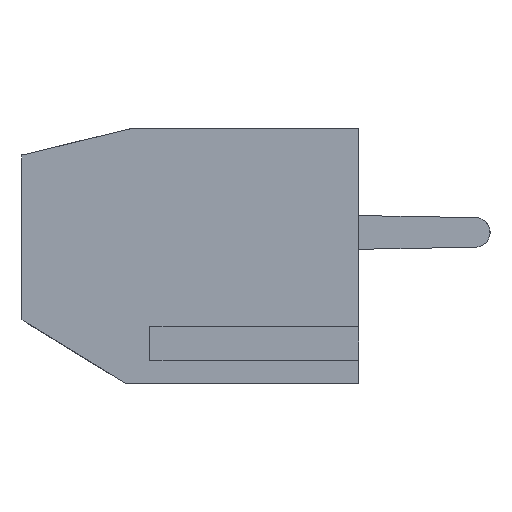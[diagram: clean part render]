
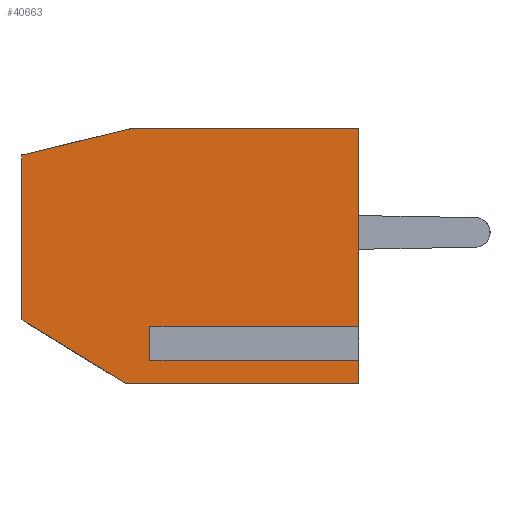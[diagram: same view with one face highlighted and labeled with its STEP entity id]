
A CAD part, left-side view. The second image highlights one B-rep face of the part: STEP entity #40663.
In plain terms, the highlighted planar face has unit normal (-1, 0, 0).
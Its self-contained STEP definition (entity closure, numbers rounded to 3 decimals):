
#2081 = ORIENTED_EDGE ( 'NONE', *, *, #4054, .T. ) ;
#2799 = CARTESIAN_POINT ( 'NONE',  ( 0., 6.2, 1.482 ) ) ;
#3290 = VERTEX_POINT ( 'NONE', #22085 ) ;
#4054 = EDGE_CURVE ( 'NONE', #8371, #6729, #8605, .T. ) ;
#4299 = LINE ( 'NONE', #37690, #10178 ) ;
#4431 = CARTESIAN_POINT ( 'NONE',  ( 0., 10., 0. ) ) ;
#4920 = VERTEX_POINT ( 'NONE', #5286 ) ;
#5118 = LINE ( 'NONE', #18951, #21507 ) ;
#5286 = CARTESIAN_POINT ( 'NONE',  ( 0., 10., 6.8 ) ) ;
#6036 = VECTOR ( 'NONE', #42405, 1000. ) ;
#6729 = VERTEX_POINT ( 'NONE', #8886 ) ;
#6920 = CARTESIAN_POINT ( 'NONE',  ( 0., 6.2, 0.918 ) ) ;
#7527 = VECTOR ( 'NONE', #21967, 1000. ) ;
#7889 = CARTESIAN_POINT ( 'NONE',  ( 0., 10., 1.9 ) ) ;
#7985 = ORIENTED_EDGE ( 'NONE', *, *, #27984, .T. ) ;
#8371 = VERTEX_POINT ( 'NONE', #30874 ) ;
#8605 = LINE ( 'NONE', #21778, #7527 ) ;
#8840 = ORIENTED_EDGE ( 'NONE', *, *, #28526, .F. ) ;
#8886 = CARTESIAN_POINT ( 'NONE',  ( 0., 0., 7.6 ) ) ;
#9307 = FACE_OUTER_BOUND ( 'NONE', #30290, .T. ) ;
#9534 = PLANE ( 'NONE',  #35522 ) ;
#10178 = VECTOR ( 'NONE', #18354, 1000. ) ;
#10250 = VECTOR ( 'NONE', #15024, 1000. ) ;
#10876 = CARTESIAN_POINT ( 'NONE',  ( 0., 6.2, 0.918 ) ) ;
#10892 = LINE ( 'NONE', #24262, #28943 ) ;
#10908 = VECTOR ( 'NONE', #38231, 1000. ) ;
#11731 = CARTESIAN_POINT ( 'NONE',  ( 0., 10., 7.6 ) ) ;
#11764 = EDGE_CURVE ( 'NONE', #24303, #25870, #33704, .T. ) ;
#14132 = EDGE_CURVE ( 'NONE', #35560, #3290, #10892, .T. ) ;
#14513 = VECTOR ( 'NONE', #37450, 1000. ) ;
#15024 = DIRECTION ( 'NONE',  ( 0., 0., 1. ) ) ;
#16045 = VECTOR ( 'NONE', #43445, 1000. ) ;
#18354 = DIRECTION ( 'NONE',  ( 0., -1., 0. ) ) ;
#18510 = LINE ( 'NONE', #38266, #27108 ) ;
#18730 = DIRECTION ( 'NONE',  ( 0., -1., 0. ) ) ;
#18951 = CARTESIAN_POINT ( 'NONE',  ( 0., 10., 7.6 ) ) ;
#20613 = ORIENTED_EDGE ( 'NONE', *, *, #37627, .T. ) ;
#21507 = VECTOR ( 'NONE', #18730, 1000. ) ;
#21652 = LINE ( 'NONE', #11731, #10250 ) ;
#21778 = CARTESIAN_POINT ( 'NONE',  ( 0., 0., 7.6 ) ) ;
#21967 = DIRECTION ( 'NONE',  ( 0., 0., 1. ) ) ;
#22085 = CARTESIAN_POINT ( 'NONE',  ( 0., 0., 0.918 ) ) ;
#22689 = CARTESIAN_POINT ( 'NONE',  ( 0., 10., 7.6 ) ) ;
#22896 = DIRECTION ( 'NONE',  ( 1., 0., 0. ) ) ;
#23605 = ORIENTED_EDGE ( 'NONE', *, *, #40543, .F. ) ;
#24262 = CARTESIAN_POINT ( 'NONE',  ( 0., 0., 7.6 ) ) ;
#24286 = ORIENTED_EDGE ( 'NONE', *, *, #39420, .F. ) ;
#24303 = VERTEX_POINT ( 'NONE', #6920 ) ;
#24681 = CARTESIAN_POINT ( 'NONE',  ( 0., 6.7, 7.6 ) ) ;
#24815 = LINE ( 'NONE', #4431, #10908 ) ;
#25134 = CARTESIAN_POINT ( 'NONE',  ( 0., 0., 0. ) ) ;
#25701 = ORIENTED_EDGE ( 'NONE', *, *, #40769, .F. ) ;
#25870 = VERTEX_POINT ( 'NONE', #41618 ) ;
#26660 = VERTEX_POINT ( 'NONE', #7889 ) ;
#27108 = VECTOR ( 'NONE', #41752, 1000. ) ;
#27756 = CARTESIAN_POINT ( 'NONE',  ( 0., 6.9, 0. ) ) ;
#27984 = EDGE_CURVE ( 'NONE', #35048, #35560, #24815, .T. ) ;
#28526 = EDGE_CURVE ( 'NONE', #26660, #4920, #21652, .T. ) ;
#28943 = VECTOR ( 'NONE', #40290, 1000. ) ;
#29018 = LINE ( 'NONE', #39127, #6036 ) ;
#30290 = EDGE_LOOP ( 'NONE', ( #25701, #8840, #31401, #7985, #35324, #24286, #30870, #20613, #2081, #23605 ) ) ;
#30413 = DIRECTION ( 'NONE',  ( 0., 0., -1. ) ) ;
#30870 = ORIENTED_EDGE ( 'NONE', *, *, #11764, .T. ) ;
#30874 = CARTESIAN_POINT ( 'NONE',  ( 0., 0., 1.482 ) ) ;
#31401 = ORIENTED_EDGE ( 'NONE', *, *, #39777, .F. ) ;
#33354 = LINE ( 'NONE', #2799, #16045 ) ;
#33704 = LINE ( 'NONE', #10876, #14513 ) ;
#35048 = VERTEX_POINT ( 'NONE', #27756 ) ;
#35324 = ORIENTED_EDGE ( 'NONE', *, *, #14132, .T. ) ;
#35522 = AXIS2_PLACEMENT_3D ( 'NONE', #22689, #22896, #30413 ) ;
#35560 = VERTEX_POINT ( 'NONE', #25134 ) ;
#37450 = DIRECTION ( 'NONE',  ( 0., 0., 1. ) ) ;
#37627 = EDGE_CURVE ( 'NONE', #25870, #8371, #33354, .T. ) ;
#37690 = CARTESIAN_POINT ( 'NONE',  ( 0., 6.2, 0.918 ) ) ;
#38231 = DIRECTION ( 'NONE',  ( 0., -1., 0. ) ) ;
#38266 = CARTESIAN_POINT ( 'NONE',  ( 0., 10., 6.8 ) ) ;
#39127 = CARTESIAN_POINT ( 'NONE',  ( 0., 10., 1.9 ) ) ;
#39420 = EDGE_CURVE ( 'NONE', #24303, #3290, #4299, .T. ) ;
#39777 = EDGE_CURVE ( 'NONE', #35048, #26660, #29018, .T. ) ;
#40290 = DIRECTION ( 'NONE',  ( 0., 0., 1. ) ) ;
#40543 = EDGE_CURVE ( 'NONE', #43382, #6729, #5118, .T. ) ;
#40663 = ADVANCED_FACE ( 'NONE', ( #9307 ), #9534, .F. ) ;
#40769 = EDGE_CURVE ( 'NONE', #4920, #43382, #18510, .T. ) ;
#41618 = CARTESIAN_POINT ( 'NONE',  ( 0., 6.2, 1.482 ) ) ;
#41752 = DIRECTION ( 'NONE',  ( 0., -0.972, 0.236 ) ) ;
#42405 = DIRECTION ( 'NONE',  ( 0., 0.853, 0.523 ) ) ;
#43382 = VERTEX_POINT ( 'NONE', #24681 ) ;
#43445 = DIRECTION ( 'NONE',  ( 0., -1., 0. ) ) ;
